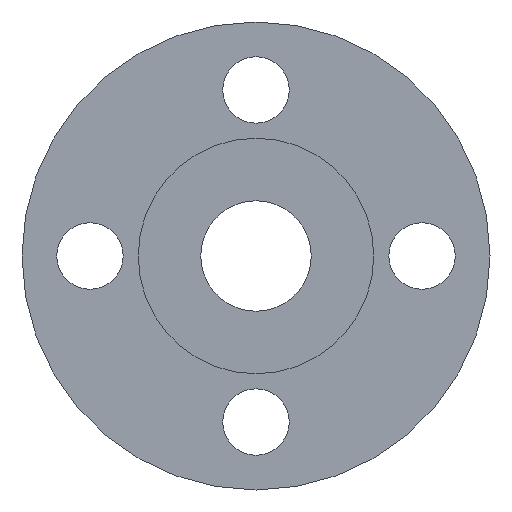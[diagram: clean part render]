
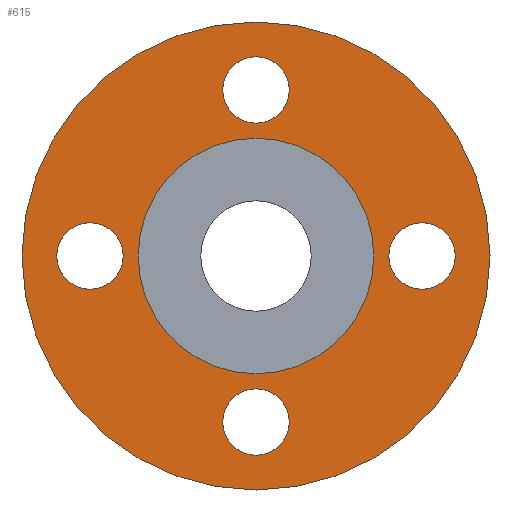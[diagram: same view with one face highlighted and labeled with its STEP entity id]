
A CAD part, front view. The second image highlights one B-rep face of the part: STEP entity #615.
In plain terms, the highlighted planar face has unit normal (0, -1, 0).
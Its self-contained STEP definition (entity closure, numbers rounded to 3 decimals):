
#13 = VERTEX_POINT ( 'NONE', #804 ) ;
#14 = CARTESIAN_POINT ( 'NONE',  ( 0., 2., -66. ) ) ;
#16 = VERTEX_POINT ( 'NONE', #175 ) ;
#19 = CARTESIAN_POINT ( 'NONE',  ( 0., 2., -39. ) ) ;
#20 = CIRCLE ( 'NONE', #489, 39. ) ;
#29 = DIRECTION ( 'NONE',  ( 0., 1., 0. ) ) ;
#38 = CARTESIAN_POINT ( 'NONE',  ( 0., 2., 39. ) ) ;
#41 = EDGE_CURVE ( 'NONE', #657, #16, #170, .T. ) ;
#52 = ORIENTED_EDGE ( 'NONE', *, *, #641, .F. ) ;
#65 = EDGE_CURVE ( 'NONE', #793, #13, #236, .T. ) ;
#74 = AXIS2_PLACEMENT_3D ( 'NONE', #230, #780, #226 ) ;
#80 = DIRECTION ( 'NONE',  ( 0., -1., 0. ) ) ;
#86 = ORIENTED_EDGE ( 'NONE', *, *, #690, .F. ) ;
#87 = CARTESIAN_POINT ( 'NONE',  ( 55., 2., 0. ) ) ;
#97 = CARTESIAN_POINT ( 'NONE',  ( 0., 2., 0. ) ) ;
#104 = ORIENTED_EDGE ( 'NONE', *, *, #370, .F. ) ;
#111 = DIRECTION ( 'NONE',  ( 0., 0., 1. ) ) ;
#117 = AXIS2_PLACEMENT_3D ( 'NONE', #258, #749, #127 ) ;
#127 = DIRECTION ( 'NONE',  ( 0., 0., -1. ) ) ;
#131 = DIRECTION ( 'NONE',  ( 0., 0., -1. ) ) ;
#133 = EDGE_LOOP ( 'NONE', ( #406, #748 ) ) ;
#135 = CARTESIAN_POINT ( 'NONE',  ( 55., 2., 11. ) ) ;
#140 = DIRECTION ( 'NONE',  ( 0., 0., -1. ) ) ;
#158 = DIRECTION ( 'NONE',  ( 0., 0., -1. ) ) ;
#162 = DIRECTION ( 'NONE',  ( 0., 1., 0. ) ) ;
#167 = CARTESIAN_POINT ( 'NONE',  ( 0., 2., 0. ) ) ;
#170 = CIRCLE ( 'NONE', #672, 11. ) ;
#175 = CARTESIAN_POINT ( 'NONE',  ( 0., 2., 44. ) ) ;
#182 = AXIS2_PLACEMENT_3D ( 'NONE', #203, #399, #696 ) ;
#188 = CARTESIAN_POINT ( 'NONE',  ( 0., 2., 0. ) ) ;
#189 = EDGE_LOOP ( 'NONE', ( #372, #457 ) ) ;
#201 = CARTESIAN_POINT ( 'NONE',  ( -55., 2., 11. ) ) ;
#203 = CARTESIAN_POINT ( 'NONE',  ( 0., 2., -55. ) ) ;
#214 = DIRECTION ( 'NONE',  ( 0., 0., 1. ) ) ;
#222 = EDGE_LOOP ( 'NONE', ( #718, #52 ) ) ;
#226 = DIRECTION ( 'NONE',  ( 0., 0., -1. ) ) ;
#230 = CARTESIAN_POINT ( 'NONE',  ( 0., 2., 55. ) ) ;
#236 = CIRCLE ( 'NONE', #391, 77.5 ) ;
#242 = CARTESIAN_POINT ( 'NONE',  ( -55., 2., -11. ) ) ;
#243 = EDGE_LOOP ( 'NONE', ( #474, #645 ) ) ;
#247 = CIRCLE ( 'NONE', #554, 11. ) ;
#258 = CARTESIAN_POINT ( 'NONE',  ( -55., 2., 0. ) ) ;
#279 = AXIS2_PLACEMENT_3D ( 'NONE', #379, #80, #333 ) ;
#285 = EDGE_CURVE ( 'NONE', #721, #344, #349, .T. ) ;
#286 = ORIENTED_EDGE ( 'NONE', *, *, #313, .T. ) ;
#299 = DIRECTION ( 'NONE',  ( 0., 0., 1. ) ) ;
#308 = DIRECTION ( 'NONE',  ( 0., 0., -1. ) ) ;
#313 = EDGE_CURVE ( 'NONE', #332, #375, #20, .T. ) ;
#314 = CIRCLE ( 'NONE', #762, 77.5 ) ;
#320 = PLANE ( 'NONE',  #767 ) ;
#327 = CIRCLE ( 'NONE', #777, 11. ) ;
#332 = VERTEX_POINT ( 'NONE', #38 ) ;
#333 = DIRECTION ( 'NONE',  ( 0., 0., -1. ) ) ;
#344 = VERTEX_POINT ( 'NONE', #644 ) ;
#349 = CIRCLE ( 'NONE', #182, 11. ) ;
#361 = AXIS2_PLACEMENT_3D ( 'NONE', #188, #599, #299 ) ;
#362 = VERTEX_POINT ( 'NONE', #775 ) ;
#370 = EDGE_CURVE ( 'NONE', #362, #752, #247, .T. ) ;
#372 = ORIENTED_EDGE ( 'NONE', *, *, #437, .F. ) ;
#375 = VERTEX_POINT ( 'NONE', #19 ) ;
#379 = CARTESIAN_POINT ( 'NONE',  ( 0., 2., -55. ) ) ;
#391 = AXIS2_PLACEMENT_3D ( 'NONE', #733, #662, #111 ) ;
#396 = EDGE_LOOP ( 'NONE', ( #104, #86 ) ) ;
#399 = DIRECTION ( 'NONE',  ( 0., -1., 0. ) ) ;
#403 = EDGE_LOOP ( 'NONE', ( #286, #679 ) ) ;
#406 = ORIENTED_EDGE ( 'NONE', *, *, #285, .F. ) ;
#421 = CARTESIAN_POINT ( 'NONE',  ( 0., 2., 55. ) ) ;
#423 = EDGE_CURVE ( 'NONE', #528, #628, #327, .T. ) ;
#436 = DIRECTION ( 'NONE',  ( 0., -1., 0. ) ) ;
#437 = EDGE_CURVE ( 'NONE', #16, #657, #707, .T. ) ;
#443 = CARTESIAN_POINT ( 'NONE',  ( 0., 2., 39. ) ) ;
#451 = EDGE_CURVE ( 'NONE', #13, #793, #314, .T. ) ;
#457 = ORIENTED_EDGE ( 'NONE', *, *, #41, .F. ) ;
#466 = DIRECTION ( 'NONE',  ( 0., -1., 0. ) ) ;
#474 = ORIENTED_EDGE ( 'NONE', *, *, #65, .F. ) ;
#480 = CIRCLE ( 'NONE', #636, 11. ) ;
#489 = AXIS2_PLACEMENT_3D ( 'NONE', #97, #29, #214 ) ;
#498 = CARTESIAN_POINT ( 'NONE',  ( 55., 2., 0. ) ) ;
#502 = FACE_OUTER_BOUND ( 'NONE', #243, .T. ) ;
#508 = EDGE_CURVE ( 'NONE', #375, #332, #580, .T. ) ;
#528 = VERTEX_POINT ( 'NONE', #242 ) ;
#536 = DIRECTION ( 'NONE',  ( 0., 0., 1. ) ) ;
#554 = AXIS2_PLACEMENT_3D ( 'NONE', #87, #466, #656 ) ;
#561 = FACE_BOUND ( 'NONE', #222, .T. ) ;
#569 = CIRCLE ( 'NONE', #279, 11. ) ;
#580 = CIRCLE ( 'NONE', #361, 39. ) ;
#599 = DIRECTION ( 'NONE',  ( 0., 1., 0. ) ) ;
#615 = ADVANCED_FACE ( 'NONE', ( #760, #805, #561, #630, #684, #502 ), #320, .T. ) ;
#628 = VERTEX_POINT ( 'NONE', #201 ) ;
#630 = FACE_BOUND ( 'NONE', #133, .T. ) ;
#636 = AXIS2_PLACEMENT_3D ( 'NONE', #498, #687, #131 ) ;
#641 = EDGE_CURVE ( 'NONE', #628, #528, #712, .T. ) ;
#644 = CARTESIAN_POINT ( 'NONE',  ( 0., 2., -44. ) ) ;
#645 = ORIENTED_EDGE ( 'NONE', *, *, #451, .F. ) ;
#646 = CARTESIAN_POINT ( 'NONE',  ( -55., 2., 0. ) ) ;
#656 = DIRECTION ( 'NONE',  ( 0., 0., -1. ) ) ;
#657 = VERTEX_POINT ( 'NONE', #695 ) ;
#662 = DIRECTION ( 'NONE',  ( 0., 1., 0. ) ) ;
#672 = AXIS2_PLACEMENT_3D ( 'NONE', #421, #673, #308 ) ;
#673 = DIRECTION ( 'NONE',  ( 0., -1., 0. ) ) ;
#676 = EDGE_CURVE ( 'NONE', #344, #721, #569, .T. ) ;
#679 = ORIENTED_EDGE ( 'NONE', *, *, #508, .T. ) ;
#684 = FACE_BOUND ( 'NONE', #403, .T. ) ;
#687 = DIRECTION ( 'NONE',  ( 0., -1., 0. ) ) ;
#690 = EDGE_CURVE ( 'NONE', #752, #362, #480, .T. ) ;
#695 = CARTESIAN_POINT ( 'NONE',  ( 0., 2., 66. ) ) ;
#696 = DIRECTION ( 'NONE',  ( 0., 0., -1. ) ) ;
#707 = CIRCLE ( 'NONE', #74, 11. ) ;
#711 = DIRECTION ( 'NONE',  ( 0., -1., 0. ) ) ;
#712 = CIRCLE ( 'NONE', #117, 11. ) ;
#718 = ORIENTED_EDGE ( 'NONE', *, *, #423, .F. ) ;
#721 = VERTEX_POINT ( 'NONE', #14 ) ;
#733 = CARTESIAN_POINT ( 'NONE',  ( 0., 2., 0. ) ) ;
#748 = ORIENTED_EDGE ( 'NONE', *, *, #676, .F. ) ;
#749 = DIRECTION ( 'NONE',  ( 0., -1., 0. ) ) ;
#752 = VERTEX_POINT ( 'NONE', #135 ) ;
#760 = FACE_BOUND ( 'NONE', #396, .T. ) ;
#762 = AXIS2_PLACEMENT_3D ( 'NONE', #167, #162, #536 ) ;
#767 = AXIS2_PLACEMENT_3D ( 'NONE', #443, #436, #140 ) ;
#775 = CARTESIAN_POINT ( 'NONE',  ( 55., 2., -11. ) ) ;
#777 = AXIS2_PLACEMENT_3D ( 'NONE', #646, #711, #158 ) ;
#779 = CARTESIAN_POINT ( 'NONE',  ( 0., 2., 77.5 ) ) ;
#780 = DIRECTION ( 'NONE',  ( 0., -1., 0. ) ) ;
#793 = VERTEX_POINT ( 'NONE', #779 ) ;
#804 = CARTESIAN_POINT ( 'NONE',  ( 0., 2., -77.5 ) ) ;
#805 = FACE_BOUND ( 'NONE', #189, .T. ) ;
